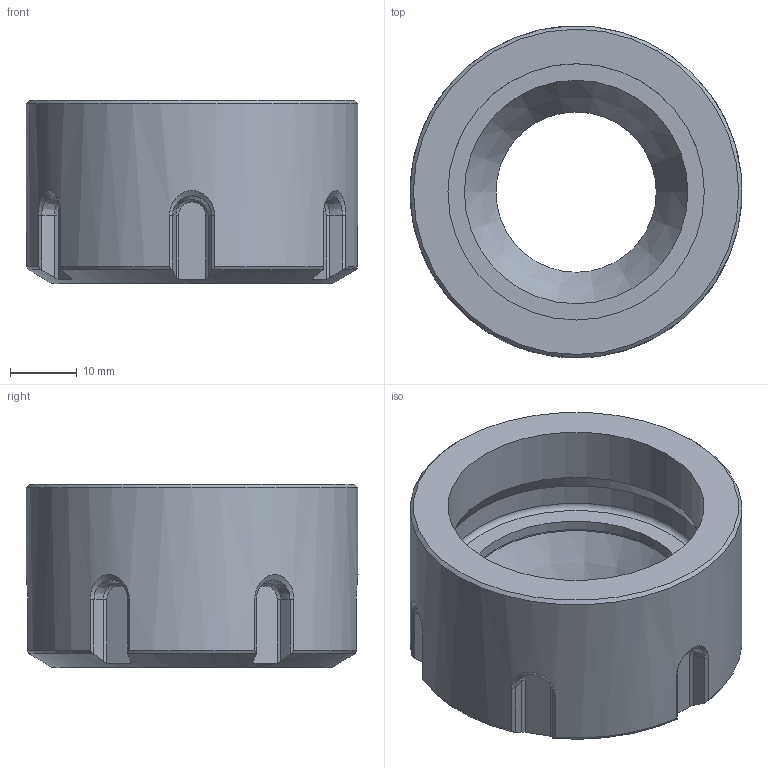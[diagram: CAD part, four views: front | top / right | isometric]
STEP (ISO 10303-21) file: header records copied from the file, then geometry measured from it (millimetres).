
FILE_DESCRIPTION(/* description */ (''),/* implementation_level */ '2;1');
FILE_NAME(/* name */ '343240000.stp',/* time_stamp */ '2022-09-23T07:54:19',/* author */ ('Ratnasingam Jekanthan'),/* organization */ ('REGO-FIX'),/* preprocessor_version */ ' Unknown',/* originating_system */ 'SIEMENS PLM Software Solid Edge ST10',/* authorization */ 'Unknown');
FILE_SCHEMA (('AUTOMOTIVE_DESIGN { 1 0 10303 214 2 1 1}'));
Length unit declared in the file: millimetre
Products named in the file (1): NOCUT
Bounding box: 49.67 x 49.7 x 27.4 mm (x, y, z)
Volume: 25819.9 mm3; surface area: 9891.8 mm2
Topology: 1 solids, 1 shells, 80 faces, 202 edges, 125 vertices
Faces by surface type: plane 45, cone 28, cylinder 5, torus 2
Full cylindrical faces by diameter (mm): 24 x1, 33.448 x1, 38.376 x1, 40.5 x1, 49.7 x1
Entity records: 2959 total; most frequent: CARTESIAN_POINT 458, DIRECTION 434, ORIENTED_EDGE 374, EDGE_CURVE 187, AXIS2_PLACEMENT_3D 175, VERTEX_POINT 121, EDGE_LOOP 94, FACE_BOUND 94
